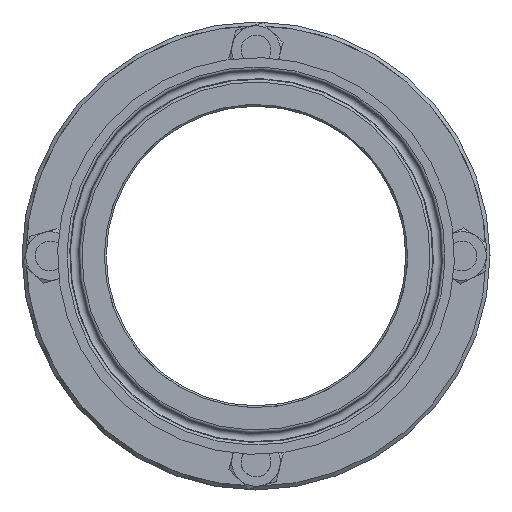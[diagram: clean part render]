
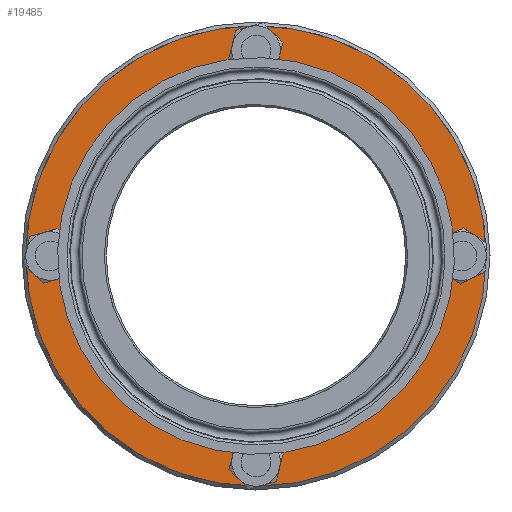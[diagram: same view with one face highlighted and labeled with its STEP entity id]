
A CAD part, left-side view. The second image highlights one B-rep face of the part: STEP entity #19485.
In plain terms, the highlighted planar face has unit normal (1, 0, 0).
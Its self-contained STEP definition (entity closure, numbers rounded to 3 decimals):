
#3474=PLANE('',#20728);
#4321=FACE_BOUND('',#6097,.T.);
#4322=FACE_BOUND('',#6098,.T.);
#4323=FACE_BOUND('',#6099,.T.);
#4324=FACE_BOUND('',#6100,.T.);
#4325=FACE_BOUND('',#6101,.T.);
#4979=FACE_OUTER_BOUND('',#6096,.T.);
#6096=EDGE_LOOP('',(#13664));
#6097=EDGE_LOOP('',(#13665));
#6098=EDGE_LOOP('',(#13666));
#6099=EDGE_LOOP('',(#13667));
#6100=EDGE_LOOP('',(#13668));
#6101=EDGE_LOOP('',(#13669));
#7470=CIRCLE('',#20667,6.);
#7474=CIRCLE('',#20676,6.);
#7478=CIRCLE('',#20685,6.);
#7482=CIRCLE('',#20694,6.);
#7499=CIRCLE('',#20727,61.5);
#7500=CIRCLE('',#20729,48.5);
#8542=VERTEX_POINT('',#29100);
#8546=VERTEX_POINT('',#29113);
#8550=VERTEX_POINT('',#29126);
#8554=VERTEX_POINT('',#29139);
#8571=VERTEX_POINT('',#29189);
#8572=VERTEX_POINT('',#29192);
#10502=EDGE_CURVE('',#8542,#8542,#7470,.T.);
#10506=EDGE_CURVE('',#8546,#8546,#7474,.T.);
#10510=EDGE_CURVE('',#8550,#8550,#7478,.T.);
#10514=EDGE_CURVE('',#8554,#8554,#7482,.T.);
#10531=EDGE_CURVE('',#8571,#8571,#7499,.T.);
#10532=EDGE_CURVE('',#8572,#8572,#7500,.T.);
#13664=ORIENTED_EDGE('',*,*,#10531,.F.);
#13665=ORIENTED_EDGE('',*,*,#10502,.T.);
#13666=ORIENTED_EDGE('',*,*,#10506,.T.);
#13667=ORIENTED_EDGE('',*,*,#10510,.T.);
#13668=ORIENTED_EDGE('',*,*,#10514,.T.);
#13669=ORIENTED_EDGE('',*,*,#10532,.F.);
#19485=ADVANCED_FACE('',(#4979,#4321,#4322,#4323,#4324,#4325),#3474,.T.);
#20667=AXIS2_PLACEMENT_3D('',#29101,#23115,#23116);
#20676=AXIS2_PLACEMENT_3D('',#29114,#23133,#23134);
#20685=AXIS2_PLACEMENT_3D('',#29127,#23151,#23152);
#20694=AXIS2_PLACEMENT_3D('',#29140,#23169,#23170);
#20727=AXIS2_PLACEMENT_3D('',#29190,#23235,#23236);
#20728=AXIS2_PLACEMENT_3D('',#29191,#23237,#23238);
#20729=AXIS2_PLACEMENT_3D('',#29193,#23239,#23240);
#23115=DIRECTION('center_axis',(-1.,0.,0.));
#23116=DIRECTION('ref_axis',(0.,-0.959,0.282));
#23133=DIRECTION('center_axis',(-1.,0.,0.));
#23134=DIRECTION('ref_axis',(0.,-0.959,0.282));
#23151=DIRECTION('center_axis',(-1.,0.,0.));
#23152=DIRECTION('ref_axis',(0.,-0.959,0.282));
#23169=DIRECTION('center_axis',(-1.,0.,0.));
#23170=DIRECTION('ref_axis',(0.,0.989,-0.147));
#23235=DIRECTION('center_axis',(-1.,0.,0.));
#23236=DIRECTION('ref_axis',(0.,-1.,0.));
#23237=DIRECTION('center_axis',(1.,0.,0.));
#23238=DIRECTION('ref_axis',(0.,0.,-1.));
#23239=DIRECTION('center_axis',(1.,0.,0.));
#23240=DIRECTION('ref_axis',(0.,0.,-1.));
#29100=CARTESIAN_POINT('',(-113.25,-49.244,-1.694));
#29101=CARTESIAN_POINT('Origin',(-113.25,-55.,0.));
#29113=CARTESIAN_POINT('',(-113.25,5.756,53.306));
#29114=CARTESIAN_POINT('Origin',(-113.25,0.,55.));
#29126=CARTESIAN_POINT('',(-113.25,60.756,-1.694));
#29127=CARTESIAN_POINT('Origin',(-113.25,55.,0.));
#29139=CARTESIAN_POINT('',(-113.25,-5.935,-54.117));
#29140=CARTESIAN_POINT('Origin',(-113.25,0.,-55.));
#29189=CARTESIAN_POINT('',(-113.25,61.5,0.));
#29190=CARTESIAN_POINT('Origin',(-113.25,0.,0.));
#29191=CARTESIAN_POINT('Origin',(-113.25,48.5,0.));
#29192=CARTESIAN_POINT('',(-113.25,48.5,0.));
#29193=CARTESIAN_POINT('Origin',(-113.25,0.,0.));
